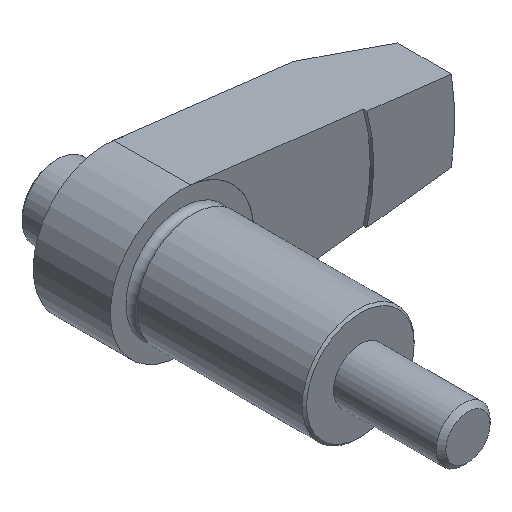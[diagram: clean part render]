
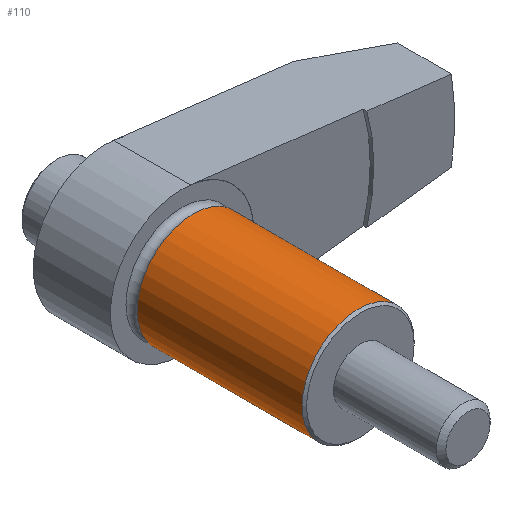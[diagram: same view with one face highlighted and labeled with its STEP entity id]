
A CAD part, isometric view. The second image highlights one B-rep face of the part: STEP entity #110.
In plain terms, the highlighted cylindrical face has radius 12.5 mm (diameter 25 mm), a full revolution.
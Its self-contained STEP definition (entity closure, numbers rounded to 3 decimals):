
#110 = ADVANCED_FACE( '', ( #229, #230 ), #231, .T. );
#229 = FACE_OUTER_BOUND( '', #341, .T. );
#230 = FACE_OUTER_BOUND( '', #342, .T. );
#231 = CYLINDRICAL_SURFACE( '', #343, 12.5 );
#341 = EDGE_LOOP( '', ( #561 ) );
#342 = EDGE_LOOP( '', ( #562 ) );
#343 = AXIS2_PLACEMENT_3D( '', #563, #564, #565 );
#561 = ORIENTED_EDGE( '', *, *, #628, .F. );
#562 = ORIENTED_EDGE( '', *, *, #575, .T. );
#563 = CARTESIAN_POINT( '', ( 0., 29., 0. ) );
#564 = DIRECTION( '', ( 0., -1., 0. ) );
#565 = DIRECTION( '', ( 0., 0., 1. ) );
#575 = EDGE_CURVE( '', #658, #658, #659, .T. );
#628 = EDGE_CURVE( '', #744, #744, #745, .T. );
#658 = VERTEX_POINT( '', #781 );
#659 = CIRCLE( '', #782, 12.5 );
#744 = VERTEX_POINT( '', #895 );
#745 = CIRCLE( '', #896, 12.5 );
#781 = CARTESIAN_POINT( '', ( 0., -38.5, 12.5 ) );
#782 = AXIS2_PLACEMENT_3D( '', #939, #940, #941 );
#895 = CARTESIAN_POINT( '', ( 0., -1.7, 12.5 ) );
#896 = AXIS2_PLACEMENT_3D( '', #1006, #1007, #1008 );
#939 = CARTESIAN_POINT( '', ( 0., -38.5, 0. ) );
#940 = DIRECTION( '', ( 0., 1., 0. ) );
#941 = DIRECTION( '', ( 0., 0., 1. ) );
#1006 = CARTESIAN_POINT( '', ( 0., -1.7, 0. ) );
#1007 = DIRECTION( '', ( 0., 1., 0. ) );
#1008 = DIRECTION( '', ( 0., 0., 1. ) );
